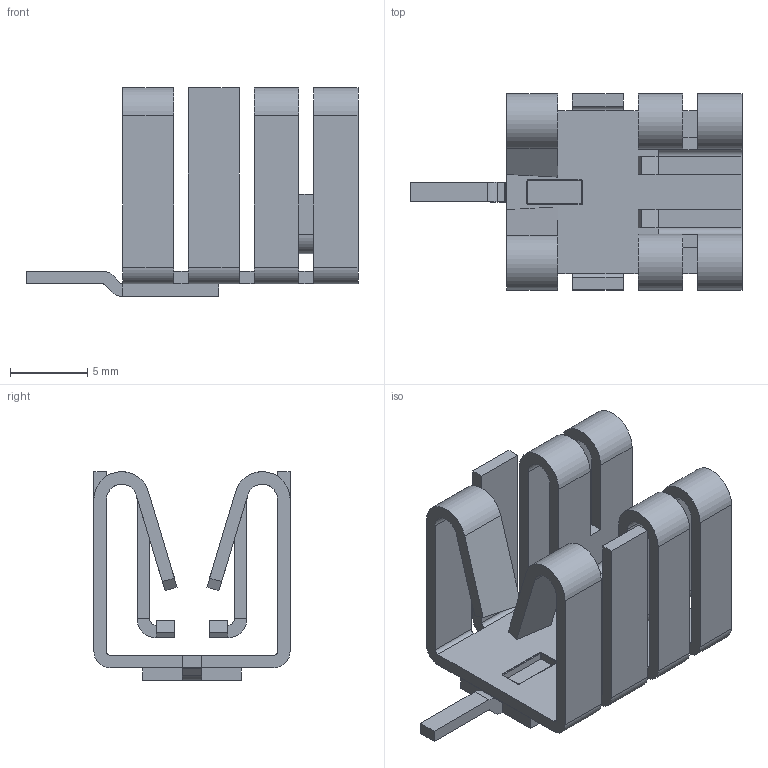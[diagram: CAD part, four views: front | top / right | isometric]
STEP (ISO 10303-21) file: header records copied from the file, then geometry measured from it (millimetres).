
FILE_DESCRIPTION(('STEP AP242'),'1');
FILE_NAME('fk_242_sa_220_v.stp','2021-08-05T07:17:08',('TraceParts'),('TraceParts S.A.'),'Spatial InterOp 3D',' ',' ');
FILE_SCHEMA(('AP242_MANAGED_MODEL_BASED_3D_ENGINEERING_MIM_LF {1 0 10303 442 1 1 4}'));
Length unit declared in the file: millimetre
Products named in the file (1): fk_242_sa_220_v_1
Bounding box: 21.49 x 12.7 x 13.51 mm (x, y, z)
Volume: 586.9 mm3; surface area: 1803.7 mm2
Topology: 2 solids, 2 shells, 185 faces, 486 edges, 301 vertices
Faces by surface type: plane 102, cylinder 72, sphere 7, torus 4
Entity records: 7162 total; most frequent: DIRECTION 1014, CARTESIAN_POINT 972, ORIENTED_EDGE 968, EDGE_CURVE 484, AXIS2_PLACEMENT_3D 343, LINE 328, VECTOR 328, VERTEX_POINT 301
